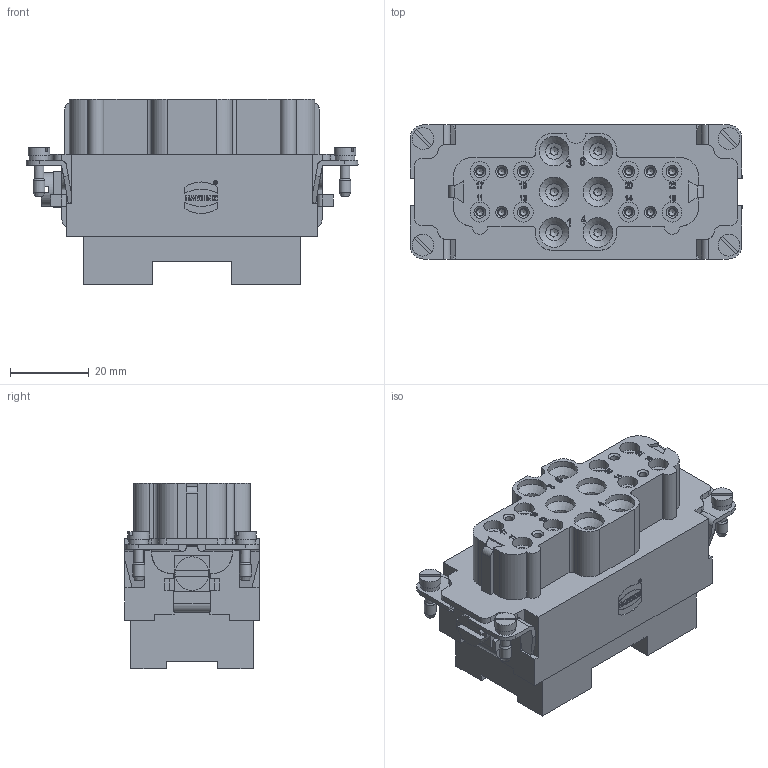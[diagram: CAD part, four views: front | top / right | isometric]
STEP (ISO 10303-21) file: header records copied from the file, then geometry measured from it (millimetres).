
FILE_DESCRIPTION(/* description */ (''),/* implementation_level */ '2;1');
FILE_NAME(/* name */ '100219744ugm000_c.stp',/* time_stamp */ '2019-08-27T08:10:51+02:00',/* author */ (''),/* organization */ (''),/* preprocessor_version */ 'ST-DEVELOPER v16.7',/* originating_system */ 'SIEMENS PLM Software NX 12.0',/* authorisation */ '');
FILE_SCHEMA (('AUTOMOTIVE_DESIGN { 1 0 10303 214 3 1 1 1 }'));
Length unit declared in the file: millimetre
Products named in the file (1): 100219744ugm000_c
Bounding box: 84.1 x 34 x 47 mm (x, y, z)
Volume: 73664.4 mm3; surface area: 23517 mm2
Topology: 1 solids, 5 shells, 1335 faces, 3492 edges, 2303 vertices
Faces by surface type: plane 900, cylinder 203, extrusion 116, cone 98, bspline 12, torus 6
Full cylindrical faces by diameter (mm): 0.911 x1, 1.077 x1, 1.68 x12, 2 x18, 2.5 x4, 3 x4, 3.6 x12, 3.92 x6, 4.2 x7, 4.25 x6, 5 x12, 5.5 x4, 6.25 x12, 7.4 x6, 7.5 x6, 8.5 x1
Entity records: 52102 total; most frequent: CARTESIAN_POINT 12236, ORIENTED_EDGE 6374, DIRECTION 5571, EDGE_CURVE 3187, VERTEX_POINT 2205, VECTOR 1949, LINE 1833, AXIS2_PLACEMENT_3D 1811
